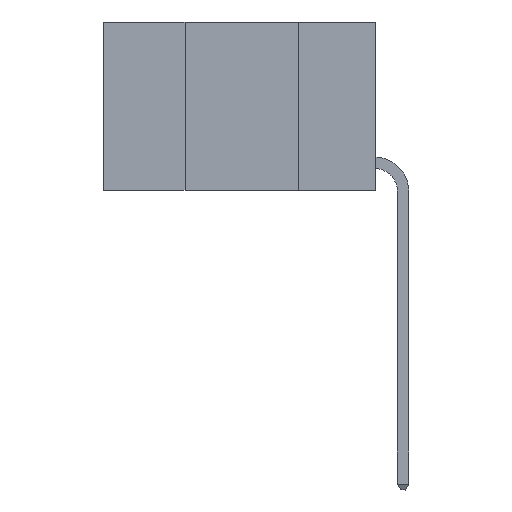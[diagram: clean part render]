
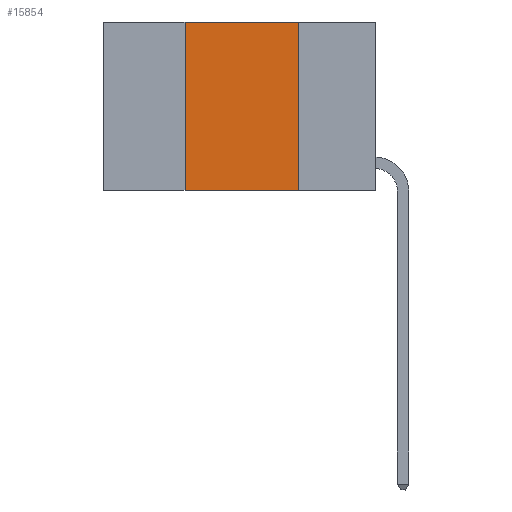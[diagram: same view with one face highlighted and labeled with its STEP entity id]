
A CAD part, left-side view. The second image highlights one B-rep face of the part: STEP entity #15854.
In plain terms, the highlighted planar face has unit normal (-1, 0, 0).
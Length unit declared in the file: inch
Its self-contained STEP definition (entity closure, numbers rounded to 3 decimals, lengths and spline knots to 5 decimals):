
#693 = DIRECTION ( 'NONE',  ( 0., 0., 1. ) ) ;
#1265 = CARTESIAN_POINT ( 'NONE',  ( 0., 0.17, 0. ) ) ;
#2099 = ORIENTED_EDGE ( 'NONE', *, *, #21810, .F. ) ;
#2339 = VERTEX_POINT ( 'NONE', #28386 ) ;
#3456 = CARTESIAN_POINT ( 'NONE',  ( 0., 0.17, 0. ) ) ;
#3547 = DIRECTION ( 'NONE',  ( 0., 0., -1. ) ) ;
#3558 = ORIENTED_EDGE ( 'NONE', *, *, #6700, .T. ) ;
#4422 = CARTESIAN_POINT ( 'NONE',  ( 0., 0.6, 0. ) ) ;
#4520 = VECTOR ( 'NONE', #15640, 39.37008 ) ;
#5026 = EDGE_LOOP ( 'NONE', ( #13307, #2099, #20643, #3558 ) ) ;
#5249 = CARTESIAN_POINT ( 'NONE',  ( 0., 0.42, 0. ) ) ;
#6059 = LINE ( 'NONE', #1265, #17220 ) ;
#6213 = LINE ( 'NONE', #5249, #24676 ) ;
#6700 = EDGE_CURVE ( 'NONE', #16214, #19707, #28247, .T. ) ;
#7017 = CARTESIAN_POINT ( 'NONE',  ( 0., 0.6, 0. ) ) ;
#8893 = DIRECTION ( 'NONE',  ( 1., 0., 0. ) ) ;
#8960 = VECTOR ( 'NONE', #9267, 39.37008 ) ;
#9139 = EDGE_CURVE ( 'NONE', #16214, #2339, #6213, .T. ) ;
#9267 = DIRECTION ( 'NONE',  ( 0., -1., 0. ) ) ;
#9385 = AXIS2_PLACEMENT_3D ( 'NONE', #4422, #8893, #24478 ) ;
#13307 = ORIENTED_EDGE ( 'NONE', *, *, #23701, .F. ) ;
#15561 = LINE ( 'NONE', #7017, #8960 ) ;
#15640 = DIRECTION ( 'NONE',  ( 0., -1., 0. ) ) ;
#15854 = ADVANCED_FACE ( 'NONE', ( #25120 ), #28870, .F. ) ;
#16214 = VERTEX_POINT ( 'NONE', #27900 ) ;
#17220 = VECTOR ( 'NONE', #3547, 39.37008 ) ;
#19707 = VERTEX_POINT ( 'NONE', #25296 ) ;
#20643 = ORIENTED_EDGE ( 'NONE', *, *, #9139, .F. ) ;
#21810 = EDGE_CURVE ( 'NONE', #2339, #25535, #15561, .T. ) ;
#23701 = EDGE_CURVE ( 'NONE', #25535, #19707, #6059, .T. ) ;
#24478 = DIRECTION ( 'NONE',  ( 0., 0., -1. ) ) ;
#24676 = VECTOR ( 'NONE', #693, 39.37008 ) ;
#25120 = FACE_OUTER_BOUND ( 'NONE', #5026, .T. ) ;
#25296 = CARTESIAN_POINT ( 'NONE',  ( 0., 0.17, -0.37 ) ) ;
#25535 = VERTEX_POINT ( 'NONE', #3456 ) ;
#26871 = CARTESIAN_POINT ( 'NONE',  ( 0., 0.6, -0.37 ) ) ;
#27900 = CARTESIAN_POINT ( 'NONE',  ( 0., 0.42, -0.37 ) ) ;
#28247 = LINE ( 'NONE', #26871, #4520 ) ;
#28386 = CARTESIAN_POINT ( 'NONE',  ( 0., 0.42, 0. ) ) ;
#28870 = PLANE ( 'NONE',  #9385 ) ;
